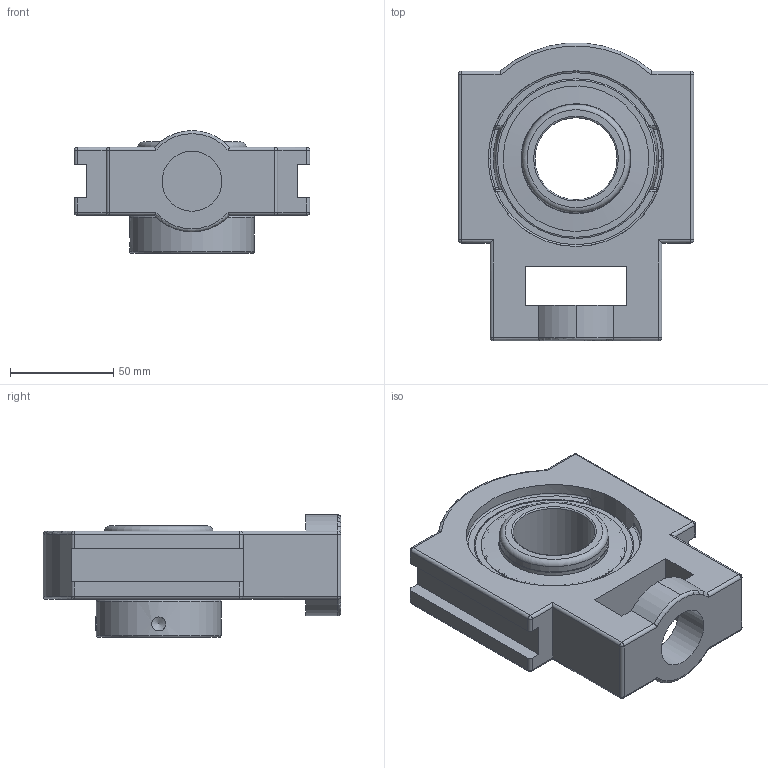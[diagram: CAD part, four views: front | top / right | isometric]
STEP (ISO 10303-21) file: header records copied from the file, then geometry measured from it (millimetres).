
FILE_DESCRIPTION(('HOOPS Exchange Step'),'2;1');
FILE_NAME('export-B0532D6E-C7C3-4F2F-A307-9985C590F333.stp','2020-05-20T09:48:57-07:00',('dkerr'),('Alibre'),'HOOPS Exchange 2020.0','Alibre','Unknown authorisation');
FILE_SCHEMA( ('AP242_MANAGED_MODEL_BASED_3D_ENGINEERING_MIM_LF {1 0 10303 442 1 1 4 }') );
Length unit declared in the file: inch
Products named in the file (8): MRN STM 208 L4L; SNC 208 (Ball Bearing); SNC 208 (Shield); SNC 208 (Setscrew); SNC 208-25 (Collar); SNC 208-25 L4L (1.5625inch) (Race); MRN SNC 208-25 L4L (1.5625inch); MRN SNCSTM 208-25 L4L (1.5625inch)
Assembly tree (8 placements, depth 3):
  MRN SNCSTM 208-25 L4L (1.5625inch)
    MRN STM 208 L4L
    MRN SNC 208-25 L4L (1.5625inch)
      SNC 208 (Ball Bearing)
      SNC 208 (Shield)  x2
      SNC 208 (Setscrew)
      SNC 208-25 (Collar)
      SNC 208-25 L4L (1.5625inch) (Race)
Bounding box: 114 x 143.82 x 59.39 mm (x, y, z)
Volume: 333182.8 mm3; surface area: 95556.2 mm2
Topology: 16 solids, 16 shells, 184 faces, 487 edges, 300 vertices
Faces by surface type: cylinder 68, plane 54, sphere 28, torus 20, cone 10, bspline 4
Full cylindrical faces by diameter (mm): 6.782 x3, 29 x1, 39.688 x2, 48.768 x2, 52.387 x4, 53.149 x2, 60.3 x1, 67.035 x2, 70.358 x2, 84.93 x2, 88.22 x1
Entity records: 7404 total; most frequent: CARTESIAN_POINT 2821, DIRECTION 1001, ORIENTED_EDGE 860, EDGE_CURVE 430, AXIS2_PLACEMENT_3D 414, VERTEX_POINT 286, CIRCLE 213, EDGE_LOOP 196
